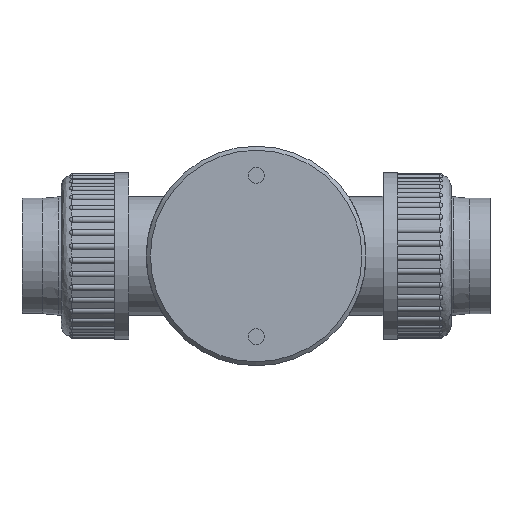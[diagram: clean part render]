
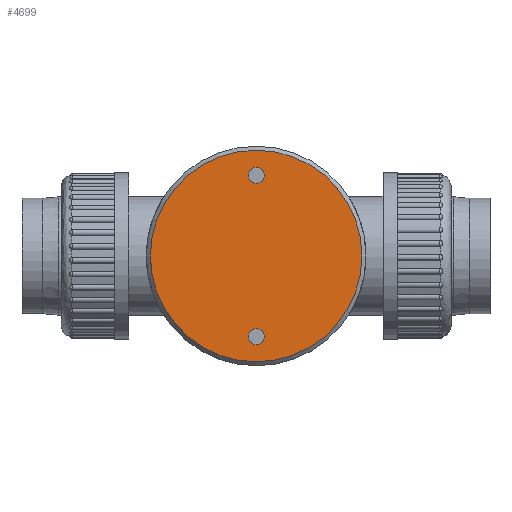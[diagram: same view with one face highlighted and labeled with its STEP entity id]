
A CAD part, front view. The second image highlights one B-rep face of the part: STEP entity #4699.
In plain terms, the highlighted planar face has unit normal (0, -1, 0).
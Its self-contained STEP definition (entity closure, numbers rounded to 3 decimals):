
#122 = FACE_BOUND ( 'NONE', #1561, .T. ) ;
#352 = ORIENTED_EDGE ( 'NONE', *, *, #2182, .F. ) ;
#638 = DIRECTION ( 'NONE',  ( 0., 0., 1. ) ) ;
#690 = CARTESIAN_POINT ( 'NONE',  ( 0., 0., 0. ) ) ;
#1074 = EDGE_LOOP ( 'NONE', ( #1494 ) ) ;
#1366 = VERTEX_POINT ( 'NONE', #4934 ) ;
#1432 = CIRCLE ( 'NONE', #7476, 52.5 ) ;
#1494 = ORIENTED_EDGE ( 'NONE', *, *, #7271, .T. ) ;
#1561 = EDGE_LOOP ( 'NONE', ( #352 ) ) ;
#1860 = FACE_OUTER_BOUND ( 'NONE', #1074, .T. ) ;
#2182 = EDGE_CURVE ( 'NONE', #1366, #1366, #3332, .T. ) ;
#2435 = DIRECTION ( 'NONE',  ( 0., -1., 0. ) ) ;
#2578 = DIRECTION ( 'NONE',  ( 0., -1., 0. ) ) ;
#2610 = DIRECTION ( 'NONE',  ( 0., 0., 1. ) ) ;
#3190 = CARTESIAN_POINT ( 'NONE',  ( 0., 0., 36.031 ) ) ;
#3332 = CIRCLE ( 'NONE', #6103, 3.969 ) ;
#3417 = CARTESIAN_POINT ( 'NONE',  ( 0., 0., 0. ) ) ;
#4221 = VERTEX_POINT ( 'NONE', #9902 ) ;
#4699 = ADVANCED_FACE ( 'NONE', ( #1860, #8516, #122 ), #6935, .F. ) ;
#4934 = CARTESIAN_POINT ( 'NONE',  ( 0., 0., -43.969 ) ) ;
#4948 = AXIS2_PLACEMENT_3D ( 'NONE', #3417, #6725, #2610 ) ;
#4987 = EDGE_CURVE ( 'NONE', #5801, #5801, #9275, .T. ) ;
#5477 = AXIS2_PLACEMENT_3D ( 'NONE', #8233, #2435, #5677 ) ;
#5677 = DIRECTION ( 'NONE',  ( 0., 0., -1. ) ) ;
#5801 = VERTEX_POINT ( 'NONE', #3190 ) ;
#6103 = AXIS2_PLACEMENT_3D ( 'NONE', #9473, #2578, #10327 ) ;
#6254 = ORIENTED_EDGE ( 'NONE', *, *, #4987, .F. ) ;
#6725 = DIRECTION ( 'NONE',  ( 0., 1., 0. ) ) ;
#6935 = PLANE ( 'NONE',  #4948 ) ;
#7127 = EDGE_LOOP ( 'NONE', ( #6254 ) ) ;
#7271 = EDGE_CURVE ( 'NONE', #4221, #4221, #1432, .T. ) ;
#7476 = AXIS2_PLACEMENT_3D ( 'NONE', #690, #8052, #638 ) ;
#8052 = DIRECTION ( 'NONE',  ( 0., -1., 0. ) ) ;
#8233 = CARTESIAN_POINT ( 'NONE',  ( 0., 0., 40. ) ) ;
#8516 = FACE_BOUND ( 'NONE', #7127, .T. ) ;
#9275 = CIRCLE ( 'NONE', #5477, 3.969 ) ;
#9473 = CARTESIAN_POINT ( 'NONE',  ( 0., 0., -40. ) ) ;
#9902 = CARTESIAN_POINT ( 'NONE',  ( 0., 0., 52.5 ) ) ;
#10327 = DIRECTION ( 'NONE',  ( 0., 0., -1. ) ) ;
